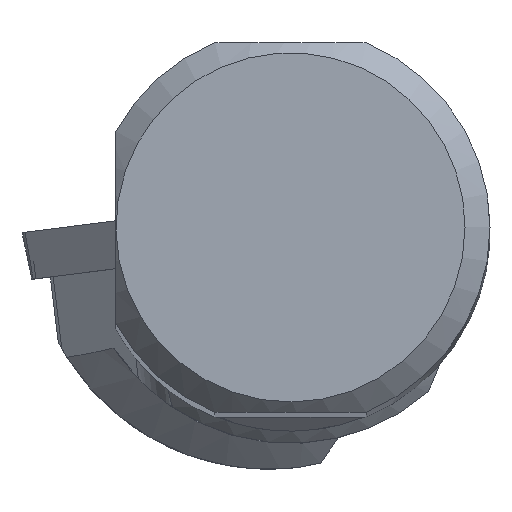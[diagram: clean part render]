
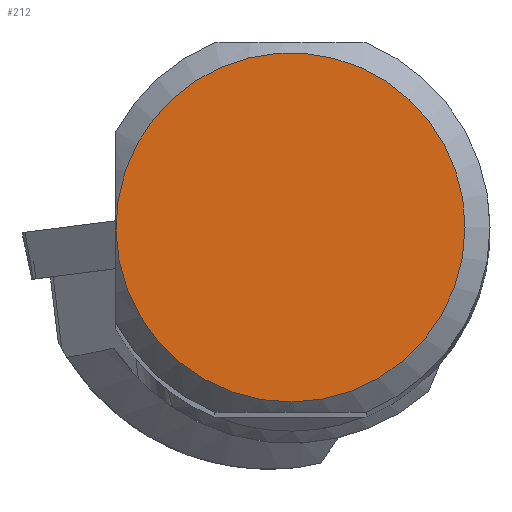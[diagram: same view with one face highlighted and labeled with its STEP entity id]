
A CAD part, top view. The second image highlights one B-rep face of the part: STEP entity #212.
In plain terms, the highlighted planar face has unit normal (0, 0, 1).
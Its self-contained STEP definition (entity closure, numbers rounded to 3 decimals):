
#166=FACE_OUTER_BOUND('',#407,.T.);
#212=ADVANCED_FACE('CU_SU_BP3',(#166),#244,.T.);
#244=PLANE('',#1081);
#407=EDGE_LOOP('',(#580));
#580=ORIENTED_EDGE('',*,*,#864,.T.);
#756=VERTEX_POINT('',#1782);
#864=EDGE_CURVE('',#756,#756,#913,.T.);
#913=CIRCLE('',#1080,17.489);
#1080=AXIS2_PLACEMENT_3D('',#1781,#1310,#1311);
#1081=AXIS2_PLACEMENT_3D('',#1783,#1312,#1313);
#1310=DIRECTION('',(0.,0.,1.));
#1311=DIRECTION('',(1.,0.,0.));
#1312=DIRECTION('',(0.,0.,1.));
#1313=DIRECTION('',(1.,0.,0.));
#1781=CARTESIAN_POINT('',(0.,0.,0.));
#1782=CARTESIAN_POINT('',(17.489,0.,0.));
#1783=CARTESIAN_POINT('',(0.,0.,
0.));
